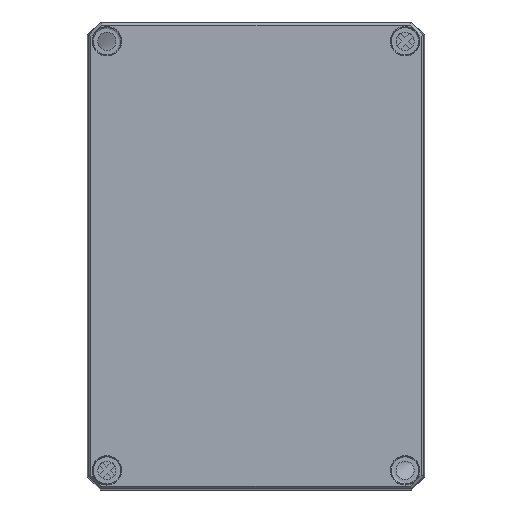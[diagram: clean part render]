
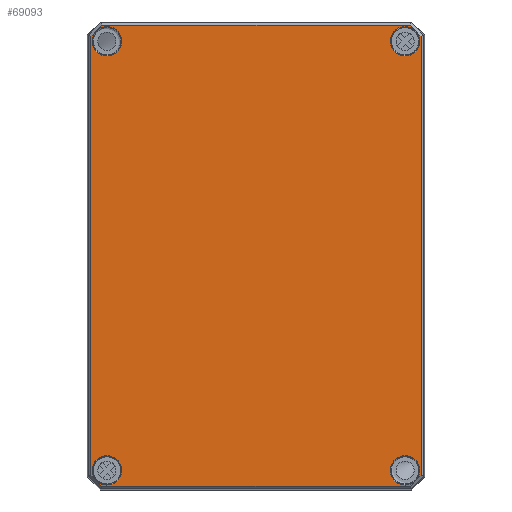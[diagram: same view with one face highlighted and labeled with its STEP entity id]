
A CAD part, top view. The second image highlights one B-rep face of the part: STEP entity #69093.
In plain terms, the highlighted planar face has unit normal (0, 0, 1).
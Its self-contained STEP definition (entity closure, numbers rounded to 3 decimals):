
#4994=FACE_BOUND('',#25317,.T.);
#4995=FACE_BOUND('',#25318,.T.);
#4996=FACE_BOUND('',#25319,.T.);
#4997=FACE_BOUND('',#25320,.T.);
#6381=PLANE('',#73279);
#11437=LINE('',#122653,#16832);
#11438=LINE('',#122655,#16833);
#11439=LINE('',#122657,#16834);
#11440=LINE('',#122659,#16835);
#11441=LINE('',#122661,#16836);
#11442=LINE('',#122663,#16837);
#11443=LINE('',#122665,#16838);
#11444=LINE('',#122666,#16839);
#16832=VECTOR('',#86310,10.);
#16833=VECTOR('',#86311,10.);
#16834=VECTOR('',#86312,10.);
#16835=VECTOR('',#86313,10.);
#16836=VECTOR('',#86314,10.);
#16837=VECTOR('',#86315,10.);
#16838=VECTOR('',#86316,10.);
#16839=VECTOR('',#86317,10.);
#21091=FACE_OUTER_BOUND('',#25316,.T.);
#25316=EDGE_LOOP('',(#62980,#62981,#62982,#62983,#62984,#62985,#62986,#62987));
#25317=EDGE_LOOP('',(#62988,#62989));
#25318=EDGE_LOOP('',(#62990,#62991));
#25319=EDGE_LOOP('',(#62992));
#25320=EDGE_LOOP('',(#62993));
#27374=CIRCLE('',#73274,5.672);
#27378=CIRCLE('',#73280,5.672);
#27379=CIRCLE('',#73281,5.672);
#27380=CIRCLE('',#73282,5.672);
#27381=CIRCLE('',#73283,5.672);
#27382=CIRCLE('',#73284,5.672);
#33900=VERTEX_POINT('',#122641);
#33903=VERTEX_POINT('',#122651);
#33904=VERTEX_POINT('',#122652);
#33905=VERTEX_POINT('',#122654);
#33906=VERTEX_POINT('',#122656);
#33907=VERTEX_POINT('',#122658);
#33908=VERTEX_POINT('',#122660);
#33909=VERTEX_POINT('',#122662);
#33910=VERTEX_POINT('',#122664);
#33911=VERTEX_POINT('',#122667);
#33912=VERTEX_POINT('',#122668);
#33913=VERTEX_POINT('',#122671);
#33914=VERTEX_POINT('',#122672);
#33915=VERTEX_POINT('',#122675);
#43666=EDGE_CURVE('',#33900,#33900,#27374,.T.);
#43671=EDGE_CURVE('',#33903,#33904,#11437,.T.);
#43672=EDGE_CURVE('',#33905,#33903,#11438,.T.);
#43673=EDGE_CURVE('',#33906,#33905,#11439,.T.);
#43674=EDGE_CURVE('',#33907,#33906,#11440,.T.);
#43675=EDGE_CURVE('',#33908,#33907,#11441,.T.);
#43676=EDGE_CURVE('',#33909,#33908,#11442,.T.);
#43677=EDGE_CURVE('',#33910,#33909,#11443,.T.);
#43678=EDGE_CURVE('',#33904,#33910,#11444,.T.);
#43679=EDGE_CURVE('',#33911,#33912,#27378,.T.);
#43680=EDGE_CURVE('',#33912,#33911,#27379,.T.);
#43681=EDGE_CURVE('',#33913,#33914,#27380,.T.);
#43682=EDGE_CURVE('',#33914,#33913,#27381,.T.);
#43683=EDGE_CURVE('',#33915,#33915,#27382,.T.);
#62980=ORIENTED_EDGE('',*,*,#43671,.F.);
#62981=ORIENTED_EDGE('',*,*,#43672,.F.);
#62982=ORIENTED_EDGE('',*,*,#43673,.F.);
#62983=ORIENTED_EDGE('',*,*,#43674,.F.);
#62984=ORIENTED_EDGE('',*,*,#43675,.F.);
#62985=ORIENTED_EDGE('',*,*,#43676,.F.);
#62986=ORIENTED_EDGE('',*,*,#43677,.F.);
#62987=ORIENTED_EDGE('',*,*,#43678,.F.);
#62988=ORIENTED_EDGE('',*,*,#43679,.F.);
#62989=ORIENTED_EDGE('',*,*,#43680,.F.);
#62990=ORIENTED_EDGE('',*,*,#43681,.F.);
#62991=ORIENTED_EDGE('',*,*,#43682,.F.);
#62992=ORIENTED_EDGE('',*,*,#43683,.F.);
#62993=ORIENTED_EDGE('',*,*,#43666,.F.);
#69093=ADVANCED_FACE('',(#21091,#4994,#4995,#4996,#4997),#6381,.T.);
#73274=AXIS2_PLACEMENT_3D('',#122642,#86297,#86298);
#73279=AXIS2_PLACEMENT_3D('',#122650,#86308,#86309);
#73280=AXIS2_PLACEMENT_3D('',#122669,#86318,#86319);
#73281=AXIS2_PLACEMENT_3D('',#122670,#86320,#86321);
#73282=AXIS2_PLACEMENT_3D('',#122673,#86322,#86323);
#73283=AXIS2_PLACEMENT_3D('',#122674,#86324,#86325);
#73284=AXIS2_PLACEMENT_3D('',#122676,#86326,#86327);
#86297=DIRECTION('center_axis',(0.,0.,1.));
#86298=DIRECTION('ref_axis',(-1.,0.,0.));
#86308=DIRECTION('center_axis',(0.,0.,1.));
#86309=DIRECTION('ref_axis',(1.,0.,0.));
#86310=DIRECTION('',(0.707,-0.707,0.));
#86311=DIRECTION('',(1.,0.,0.));
#86312=DIRECTION('',(0.707,0.707,0.));
#86313=DIRECTION('',(0.,1.,0.));
#86314=DIRECTION('',(-0.707,0.707,0.));
#86315=DIRECTION('',(-1.,0.,0.));
#86316=DIRECTION('',(-0.707,-0.707,0.));
#86317=DIRECTION('',(0.,-1.,0.));
#86318=DIRECTION('center_axis',(0.,0.,1.));
#86319=DIRECTION('ref_axis',(1.,0.,0.));
#86320=DIRECTION('center_axis',(0.,0.,1.));
#86321=DIRECTION('ref_axis',(1.,0.,0.));
#86322=DIRECTION('center_axis',(0.,0.,1.));
#86323=DIRECTION('ref_axis',(1.,0.,0.));
#86324=DIRECTION('center_axis',(0.,0.,1.));
#86325=DIRECTION('ref_axis',(1.,0.,0.));
#86326=DIRECTION('center_axis',(0.,0.,1.));
#86327=DIRECTION('ref_axis',(-1.,0.,0.));
#122641=CARTESIAN_POINT('',(-51.828,82.75,39.));
#122642=CARTESIAN_POINT('Origin',(-57.5,82.75,39.));
#122650=CARTESIAN_POINT('Origin',(0.,0.,
39.));
#122651=CARTESIAN_POINT('',(59.445,88.91,39.));
#122652=CARTESIAN_POINT('',(63.66,84.695,39.));
#122653=CARTESIAN_POINT('',(66.615,81.74,39.));
#122654=CARTESIAN_POINT('',(-59.445,88.91,39.));
#122655=CARTESIAN_POINT('',(-30.,88.91,39.));
#122656=CARTESIAN_POINT('',(-63.66,84.695,39.));
#122657=CARTESIAN_POINT('',(-69.115,79.24,39.));
#122658=CARTESIAN_POINT('',(-63.66,-84.695,39.));
#122659=CARTESIAN_POINT('',(-63.66,-42.625,39.));
#122660=CARTESIAN_POINT('',(-59.445,-88.91,39.));
#122661=CARTESIAN_POINT('',(-66.615,-81.74,39.));
#122662=CARTESIAN_POINT('',(59.445,-88.91,39.));
#122663=CARTESIAN_POINT('',(30.,-88.91,39.));
#122664=CARTESIAN_POINT('',(63.66,-84.695,39.));
#122665=CARTESIAN_POINT('',(69.115,-79.24,39.));
#122666=CARTESIAN_POINT('',(63.66,42.625,39.));
#122667=CARTESIAN_POINT('',(51.828,82.75,39.));
#122668=CARTESIAN_POINT('',(63.172,82.75,39.));
#122669=CARTESIAN_POINT('Origin',(57.5,82.75,39.));
#122670=CARTESIAN_POINT('Origin',(57.5,82.75,39.));
#122671=CARTESIAN_POINT('',(51.828,-82.75,39.));
#122672=CARTESIAN_POINT('',(63.172,-82.75,39.));
#122673=CARTESIAN_POINT('Origin',(57.5,-82.75,39.));
#122674=CARTESIAN_POINT('Origin',(57.5,-82.75,39.));
#122675=CARTESIAN_POINT('',(-51.828,-82.75,39.));
#122676=CARTESIAN_POINT('Origin',(-57.5,-82.75,39.));
